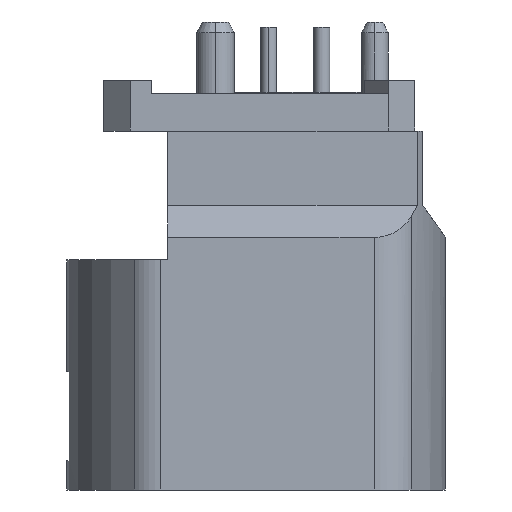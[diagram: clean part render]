
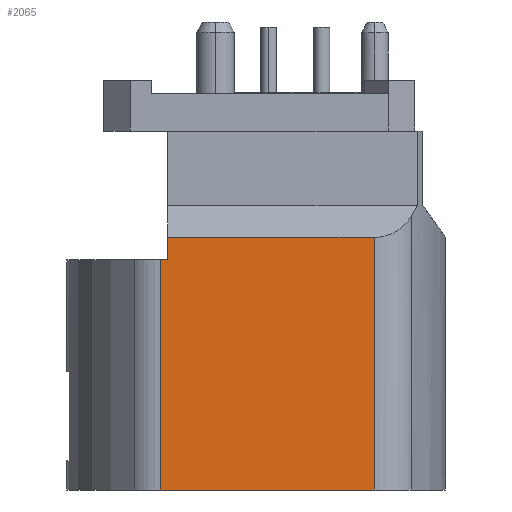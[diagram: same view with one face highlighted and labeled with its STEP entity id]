
A CAD part, left-side view. The second image highlights one B-rep face of the part: STEP entity #2065.
In plain terms, the highlighted planar face has unit normal (-1, 0, 0).
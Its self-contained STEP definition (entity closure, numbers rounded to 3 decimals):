
#1469=LINE('',#6249,#1799);
#1503=LINE('',#6335,#1833);
#1505=LINE('',#6341,#1835);
#1506=LINE('',#6343,#1836);
#1507=LINE('',#6345,#1837);
#1508=LINE('',#6347,#1838);
#1799=VECTOR('',#5200,1.);
#1833=VECTOR('',#5264,1.);
#1835=VECTOR('',#5270,1.);
#1836=VECTOR('',#5273,1.);
#1837=VECTOR('',#5274,1.);
#1838=VECTOR('',#5275,1.);
#2065=ADVANCED_FACE('',(#2342),#2226,.T.);
#2226=PLANE('',#4711);
#2342=FACE_OUTER_BOUND('',#2521,.T.);
#2521=EDGE_LOOP('',(#2919,#2920,#2921,#2922,#2923,#2924));
#2919=ORIENTED_EDGE('',*,*,#4174,.T.);
#2920=ORIENTED_EDGE('',*,*,#4177,.F.);
#2921=ORIENTED_EDGE('',*,*,#4178,.F.);
#2922=ORIENTED_EDGE('',*,*,#4179,.F.);
#2923=ORIENTED_EDGE('',*,*,#4180,.T.);
#2924=ORIENTED_EDGE('',*,*,#4131,.T.);
#3793=VERTEX_POINT('',#6248);
#3794=VERTEX_POINT('',#6250);
#3827=VERTEX_POINT('',#6336);
#3828=VERTEX_POINT('',#6340);
#3829=VERTEX_POINT('',#6344);
#3830=VERTEX_POINT('',#6346);
#4131=EDGE_CURVE('',#3794,#3793,#1469,.T.);
#4174=EDGE_CURVE('',#3793,#3827,#1503,.T.);
#4177=EDGE_CURVE('',#3828,#3827,#1505,.T.);
#4178=EDGE_CURVE('',#3829,#3828,#1506,.T.);
#4179=EDGE_CURVE('',#3830,#3829,#1507,.T.);
#4180=EDGE_CURVE('',#3830,#3794,#1508,.T.);
#4711=AXIS2_PLACEMENT_3D('',#6348,#5276,#5277);
#5200=DIRECTION('',(0.,-1.,0.));
#5264=DIRECTION('',(0.,0.,1.));
#5270=DIRECTION('',(0.,-1.,0.));
#5273=DIRECTION('',(0.,0.,1.));
#5274=DIRECTION('',(0.,-1.,0.));
#5275=DIRECTION('',(0.,0.,-1.));
#5276=DIRECTION('',(-1.,0.,0.));
#5277=DIRECTION('',(0.,-1.,0.));
#6248=CARTESIAN_POINT('',(-6.,-2.966,-13.85));
#6249=CARTESIAN_POINT('',(-6.,5.069,-13.85));
#6250=CARTESIAN_POINT('',(-6.,5.069,-13.85));
#6335=CARTESIAN_POINT('',(-6.,-2.966,-13.85));
#6336=CARTESIAN_POINT('',(-6.,-2.966,-4.35));
#6340=CARTESIAN_POINT('',(-6.,4.8,-4.35));
#6341=CARTESIAN_POINT('',(-6.,4.3,-4.35));
#6343=CARTESIAN_POINT('',(-6.,4.8,-0.35));
#6344=CARTESIAN_POINT('',(-6.,4.8,-5.2));
#6345=CARTESIAN_POINT('',(-6.,5.069,-5.2));
#6346=CARTESIAN_POINT('',(-6.,5.069,-5.2));
#6347=CARTESIAN_POINT('',(-6.,5.069,-5.2));
#6348=CARTESIAN_POINT('',(-6.,-5.65,-0.35));
